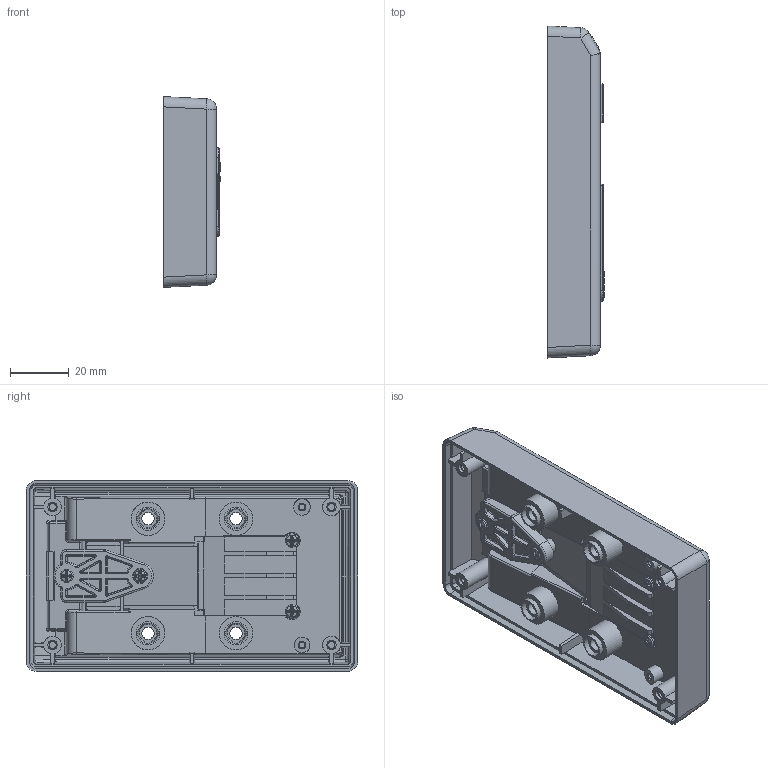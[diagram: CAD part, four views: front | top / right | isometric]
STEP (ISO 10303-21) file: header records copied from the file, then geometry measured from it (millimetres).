
FILE_DESCRIPTION((''),'2;1');
FILE_NAME('34007000_UDS-G-ST.stp','2010-03-23T11:57:01',('haertel'),(''),'Autodesk Inventor 2010','Autodesk Inventor 2010','');
FILE_SCHEMA(('AUTOMOTIVE_DESIGN { 1 0 10303 214 1 1 1 1 }'));
Length unit declared in the file: millimetre
Products named in the file (9): UDS-G-S_UDS-G-AC; Bauteil97; Bauteil94; Bauteil95; Bauteil98; Bauteil100; Bauteil101; Bauteil102; Bauteil103
Assembly tree (10 placements, depth 2):
  UDS-G-S_UDS-G-AC
    Bauteil97
    Bauteil94
    Bauteil95  x3
    Bauteil98
    Bauteil100
    Bauteil101
    Bauteil102
    Bauteil103
Bounding box: 19.3 x 113 x 65 mm (x, y, z)
Volume: 43673.9 mm3; surface area: 42962.6 mm2
Topology: 10 solids, 10 shells, 1416 faces, 3589 edges, 2176 vertices
Faces by surface type: plane 636, cylinder 481, bspline 152, torus 92, sphere 31, cone 24
Full cylindrical faces by diameter (mm): 2 x10, 2.4 x4, 2.5 x4, 2.6 x8, 2.952 x1, 3 x2, 3.162 x1, 3.2 x4, 3.348 x1, 4 x4, 4.2 x4, 4.4 x4, 5 x2, 5.1 x3, 5.341 x1, 5.655 x1, 7.4 x4, 8 x4, 11.4 x4
Entity records: 43089 total; most frequent: CARTESIAN_POINT 11069, DIRECTION 6806, ORIENTED_EDGE 6448, EDGE_CURVE 3224, AXIS2_PLACEMENT_3D 2443, VERTEX_POINT 2037, VECTOR 1920, LINE 1920
